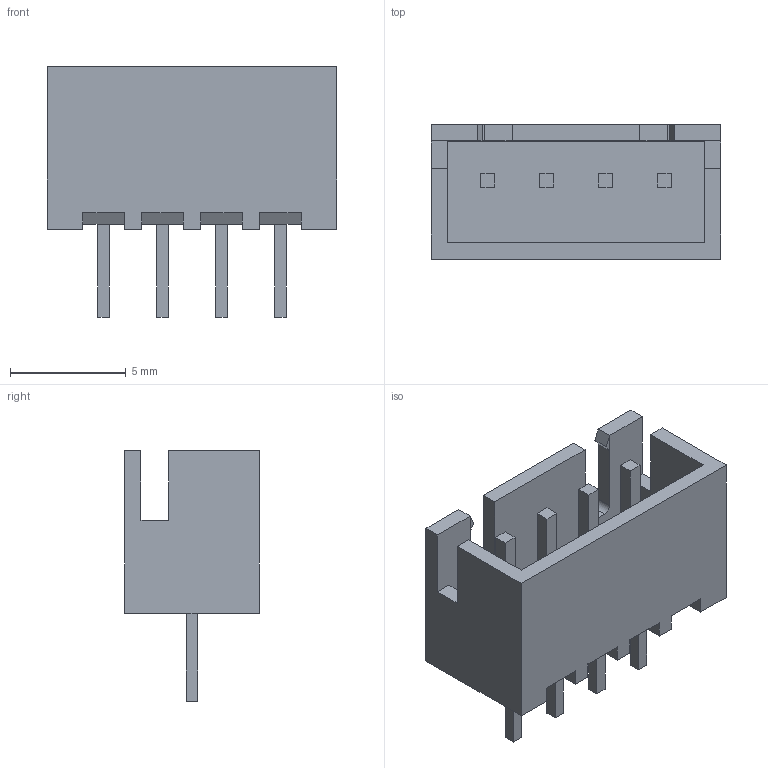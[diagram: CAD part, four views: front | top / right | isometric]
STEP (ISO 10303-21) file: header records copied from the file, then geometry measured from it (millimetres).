
FILE_DESCRIPTION(('STEP AP214'), '1');
FILE_NAME('XH2_54-4P-vertical', '', ('UNSPECIFIED'), ('UNSPECIFIED'), 'ASCON STEP Converter 1.3', 'ASCON Math Kernel', '');
FILE_SCHEMA(('AUTOMOTIVE_DESIGN { 1 0 10303 214 3 1 1}'));
Length unit declared in the file: millimetre
Products named in the file (1): User Library-XH2.54-4P-R
Bounding box: 12.5 x 5.8 x 10.8 mm (x, y, z)
Volume: 244.9 mm3; surface area: 623.3 mm2
Topology: 3 solids, 3 shells, 100 faces, 258 edges, 172 vertices
Faces by surface type: plane 98, cylinder 2
Entity records: 3837 total; most frequent: CARTESIAN_POINT 531, ORIENTED_EDGE 516, DIRECTION 464, EDGE_CURVE 258, LINE 254, VECTOR 254, VERTEX_POINT 172, FACE_BOUND 108
